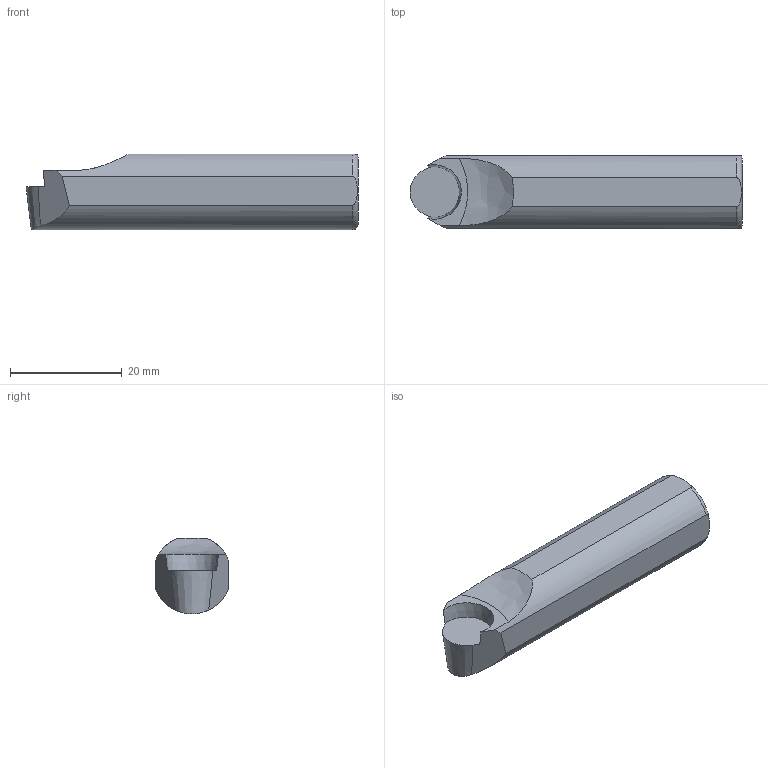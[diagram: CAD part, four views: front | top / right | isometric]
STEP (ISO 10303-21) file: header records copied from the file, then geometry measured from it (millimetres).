
FILE_DESCRIPTION(/* description */ (''),/* implementation_level */ '2;1');
FILE_NAME(/* name */ 'S14D-SRSCN-10.stp',/* time_stamp */ '2023-10-27T09:25:07+03:00',/* author */ (''),/* organization */ (''),/* preprocessor_version */ 'ST-DEVELOPER v19.4',/* originating_system */ 'SIEMENS PLM Software NX2306.3001',/* authorisation */ '');
FILE_SCHEMA (('AUTOMOTIVE_DESIGN { 1 0 10303 214 3 1 1 1 }'));
Length unit declared in the file: millimetre
Products named in the file (1): S14D SRSCN 10-LIGHT_objects
Bounding box: 59.33 x 13 x 13.5 mm (x, y, z)
Volume: 7926.2 mm3; surface area: 2711.5 mm2
Topology: 1 solids, 1 shells, 15 faces, 39 edges, 26 vertices
Faces by surface type: plane 8, cylinder 3, cone 2, torus 1, bspline 1
Entity records: 654 total; most frequent: CARTESIAN_POINT 274, ORIENTED_EDGE 74, DIRECTION 68, EDGE_CURVE 37, AXIS2_PLACEMENT_3D 26, VERTEX_POINT 25, EDGE_LOOP 16, LINE 16
